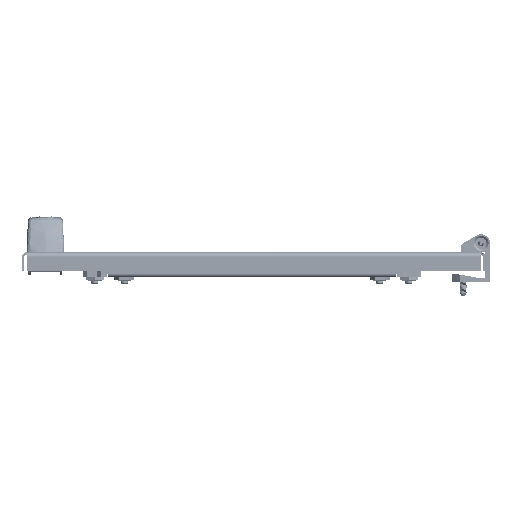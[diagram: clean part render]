
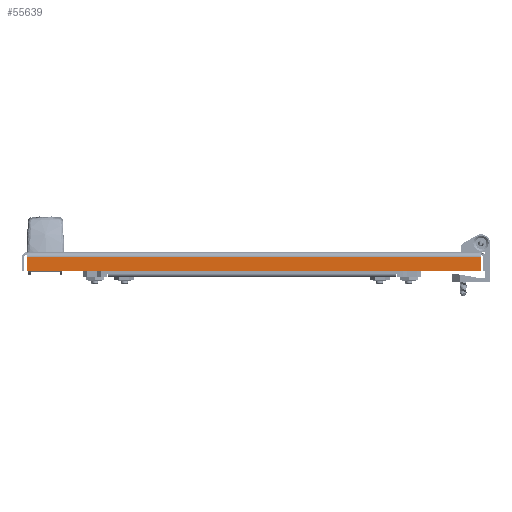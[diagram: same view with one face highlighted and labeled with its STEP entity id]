
A CAD part, front view. The second image highlights one B-rep face of the part: STEP entity #55639.
In plain terms, the highlighted planar face has unit normal (0, -1, 0).
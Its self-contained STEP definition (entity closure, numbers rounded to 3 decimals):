
#618 = LINE ( 'NONE', #47639, #45017 ) ;
#3207 = EDGE_CURVE ( 'NONE', #21785, #21303, #618, .T. ) ;
#6644 = DIRECTION ( 'NONE',  ( 0., 0., 1. ) ) ;
#11242 = CARTESIAN_POINT ( 'NONE',  ( 193., -595., -4. ) ) ;
#13008 = CARTESIAN_POINT ( 'NONE',  ( -193., -595., 0. ) ) ;
#13227 = CARTESIAN_POINT ( 'NONE',  ( 193., -595., -15.8 ) ) ;
#15119 = EDGE_CURVE ( 'NONE', #79088, #46098, #53097, .T. ) ;
#15292 = VECTOR ( 'NONE', #44316, 1000. ) ;
#16878 = ORIENTED_EDGE ( 'NONE', *, *, #50052, .F. ) ;
#16970 = AXIS2_PLACEMENT_3D ( 'NONE', #50522, #51364, #63690 ) ;
#18434 = CARTESIAN_POINT ( 'NONE',  ( 193., -595., 0. ) ) ;
#21303 = VERTEX_POINT ( 'NONE', #71889 ) ;
#21785 = VERTEX_POINT ( 'NONE', #13227 ) ;
#29200 = CARTESIAN_POINT ( 'NONE',  ( -193., -595., -4. ) ) ;
#30569 = PLANE ( 'NONE',  #16970 ) ;
#37938 = LINE ( 'NONE', #18434, #15292 ) ;
#40336 = CARTESIAN_POINT ( 'NONE',  ( 0., -595., -4. ) ) ;
#43115 = EDGE_LOOP ( 'NONE', ( #76236, #72052, #16878, #54198 ) ) ;
#44316 = DIRECTION ( 'NONE',  ( 0., 0., 1. ) ) ;
#45017 = VECTOR ( 'NONE', #59993, 1000. ) ;
#46098 = VERTEX_POINT ( 'NONE', #11242 ) ;
#47639 = CARTESIAN_POINT ( 'NONE',  ( 195., -595., -15.8 ) ) ;
#48027 = VECTOR ( 'NONE', #66242, 1000. ) ;
#50052 = EDGE_CURVE ( 'NONE', #21303, #79088, #54439, .T. ) ;
#50522 = CARTESIAN_POINT ( 'NONE',  ( 0., -595., 0. ) ) ;
#51364 = DIRECTION ( 'NONE',  ( 0., 1., 0. ) ) ;
#52091 = EDGE_CURVE ( 'NONE', #21785, #46098, #37938, .T. ) ;
#53097 = LINE ( 'NONE', #40336, #48027 ) ;
#54198 = ORIENTED_EDGE ( 'NONE', *, *, #3207, .F. ) ;
#54439 = LINE ( 'NONE', #13008, #73586 ) ;
#55639 = ADVANCED_FACE ( 'NONE', ( #82800 ), #30569, .F. ) ;
#59993 = DIRECTION ( 'NONE',  ( -1., 0., 0. ) ) ;
#63690 = DIRECTION ( 'NONE',  ( 0., 0., 1. ) ) ;
#66242 = DIRECTION ( 'NONE',  ( 1., 0., 0. ) ) ;
#71889 = CARTESIAN_POINT ( 'NONE',  ( -193., -595., -15.8 ) ) ;
#72052 = ORIENTED_EDGE ( 'NONE', *, *, #15119, .F. ) ;
#73586 = VECTOR ( 'NONE', #6644, 1000. ) ;
#76236 = ORIENTED_EDGE ( 'NONE', *, *, #52091, .T. ) ;
#79088 = VERTEX_POINT ( 'NONE', #29200 ) ;
#82800 = FACE_OUTER_BOUND ( 'NONE', #43115, .T. ) ;
